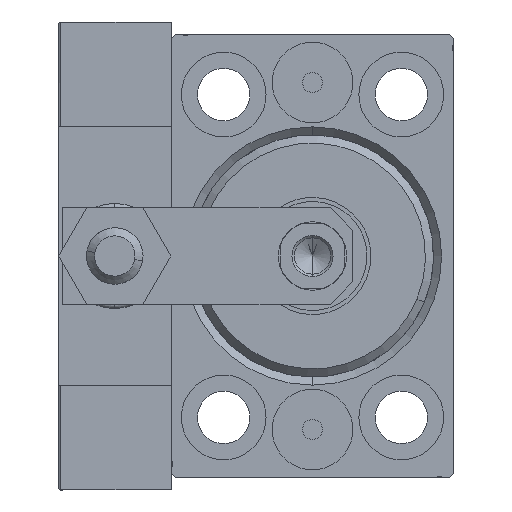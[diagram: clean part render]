
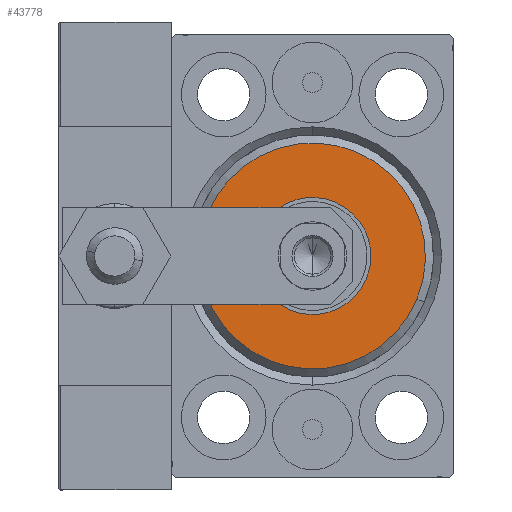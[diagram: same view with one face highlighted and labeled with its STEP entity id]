
A CAD part, left-side view. The second image highlights one B-rep face of the part: STEP entity #43778.
In plain terms, the highlighted face is planar.
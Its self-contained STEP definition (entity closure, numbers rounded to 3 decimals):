
#1503 = AXIS2_PLACEMENT_3D ( 'NONE', #21943, #14091, #32852 ) ;
#3298 = DIRECTION ( 'NONE',  ( 0., 0., -1. ) ) ;
#3412 = CARTESIAN_POINT ( 'NONE',  ( 3., 0., 0. ) ) ;
#3554 = PLANE ( 'NONE',  #32579 ) ;
#4743 = DIRECTION ( 'NONE',  ( 1., 0., 0. ) ) ;
#5388 = VERTEX_POINT ( 'NONE', #6241 ) ;
#5831 = CIRCLE ( 'NONE', #28538, 7.25 ) ;
#6241 = CARTESIAN_POINT ( 'NONE',  ( 3., 0., 7.25 ) ) ;
#6597 = CARTESIAN_POINT ( 'NONE',  ( 3., 0., 0. ) ) ;
#11345 = DIRECTION ( 'NONE',  ( 0., 0., -1. ) ) ;
#11949 = CARTESIAN_POINT ( 'NONE',  ( 3., 0., -7.25 ) ) ;
#14091 = DIRECTION ( 'NONE',  ( 1., 0., 0. ) ) ;
#18505 = CARTESIAN_POINT ( 'NONE',  ( 3., 0., 0. ) ) ;
#18517 = DIRECTION ( 'NONE',  ( 0., 0., -1. ) ) ;
#20573 = EDGE_CURVE ( 'NONE', #47433, #23428, #25583, .T. ) ;
#21943 = CARTESIAN_POINT ( 'NONE',  ( 3., 0., 0. ) ) ;
#22064 = DIRECTION ( 'NONE',  ( 1., 0., 0. ) ) ;
#22073 = DIRECTION ( 'NONE',  ( 1., 0., 0. ) ) ;
#22171 = DIRECTION ( 'NONE',  ( 0., 0., -1. ) ) ;
#23428 = VERTEX_POINT ( 'NONE', #38179 ) ;
#25583 = CIRCLE ( 'NONE', #44996, 14. ) ;
#26673 = EDGE_CURVE ( 'NONE', #30787, #5388, #27420, .T. ) ;
#27262 = EDGE_CURVE ( 'NONE', #23428, #47433, #33092, .T. ) ;
#27420 = CIRCLE ( 'NONE', #1503, 7.25 ) ;
#28538 = AXIS2_PLACEMENT_3D ( 'NONE', #18505, #22064, #3298 ) ;
#29735 = EDGE_LOOP ( 'NONE', ( #41762, #31958 ) ) ;
#30276 = DIRECTION ( 'NONE',  ( 1., 0., 0. ) ) ;
#30356 = CARTESIAN_POINT ( 'NONE',  ( 3., 0., 14. ) ) ;
#30787 = VERTEX_POINT ( 'NONE', #11949 ) ;
#31958 = ORIENTED_EDGE ( 'NONE', *, *, #27262, .T. ) ;
#32579 = AXIS2_PLACEMENT_3D ( 'NONE', #6597, #22073, #18517 ) ;
#32852 = DIRECTION ( 'NONE',  ( 0., 0., -1. ) ) ;
#33092 = CIRCLE ( 'NONE', #50108, 14. ) ;
#33229 = FACE_BOUND ( 'NONE', #42128, .T. ) ;
#37562 = ORIENTED_EDGE ( 'NONE', *, *, #26673, .F. ) ;
#38179 = CARTESIAN_POINT ( 'NONE',  ( 3., 0., -14. ) ) ;
#39256 = EDGE_CURVE ( 'NONE', #5388, #30787, #5831, .T. ) ;
#41762 = ORIENTED_EDGE ( 'NONE', *, *, #20573, .T. ) ;
#42128 = EDGE_LOOP ( 'NONE', ( #37562, #42983 ) ) ;
#42499 = CARTESIAN_POINT ( 'NONE',  ( 3., 0., 0. ) ) ;
#42983 = ORIENTED_EDGE ( 'NONE', *, *, #39256, .F. ) ;
#43778 = ADVANCED_FACE ( 'NONE', ( #45379, #33229 ), #3554, .T. ) ;
#44996 = AXIS2_PLACEMENT_3D ( 'NONE', #3412, #30276, #22171 ) ;
#45379 = FACE_OUTER_BOUND ( 'NONE', #29735, .T. ) ;
#47433 = VERTEX_POINT ( 'NONE', #30356 ) ;
#50108 = AXIS2_PLACEMENT_3D ( 'NONE', #42499, #4743, #11345 ) ;
